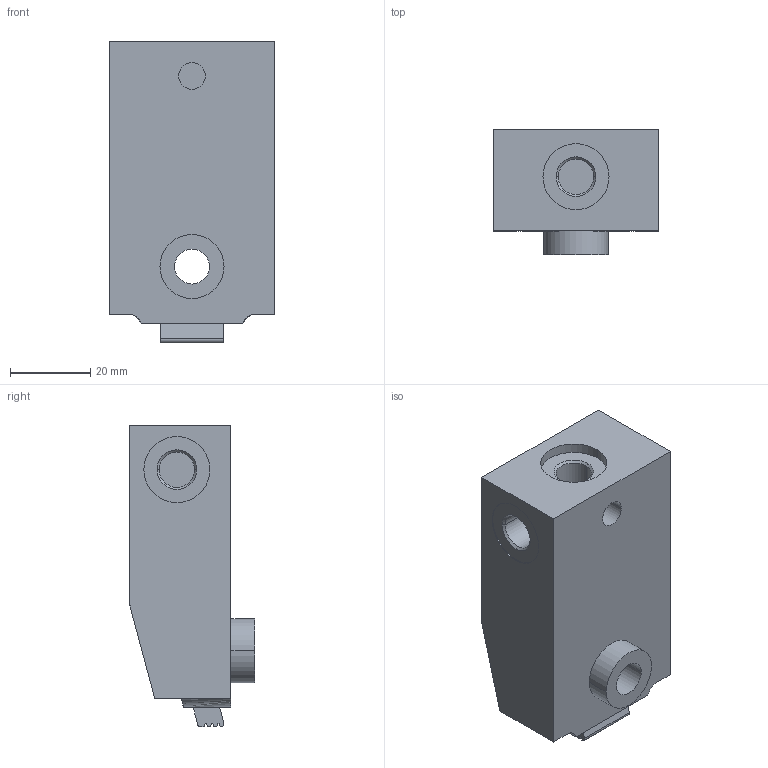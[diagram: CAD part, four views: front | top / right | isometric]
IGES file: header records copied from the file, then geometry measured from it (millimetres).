
Start section:  PTC IGES file: ilcm41531001.igs
Global section: file name: ilcm41531001.igs; native system: Pro/ENGINEER by Parametric Technology Corporation; preprocessor: 2004290; author: KR; organization: Unknown; date: 060627.145304; units: millimetre
Bounding box: 41.27 x 31.37 x 75.41 mm (x, y, z)
Surface area: 13368 mm2 (no closed solid volume)
Topology: 0 solids, 0 shells, 74 faces, 342 edges, 342 vertices
Faces by surface type: revolution 38, bspline 36
